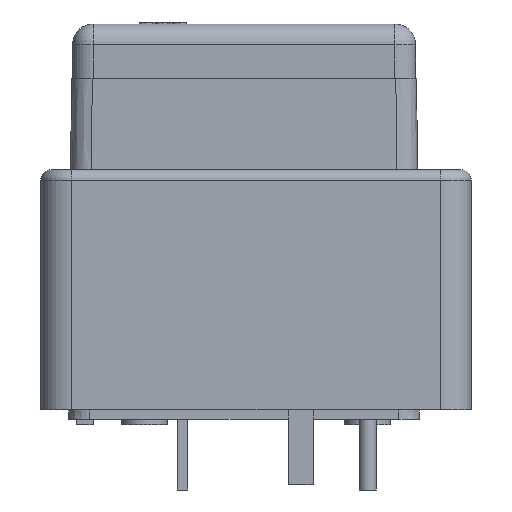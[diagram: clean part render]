
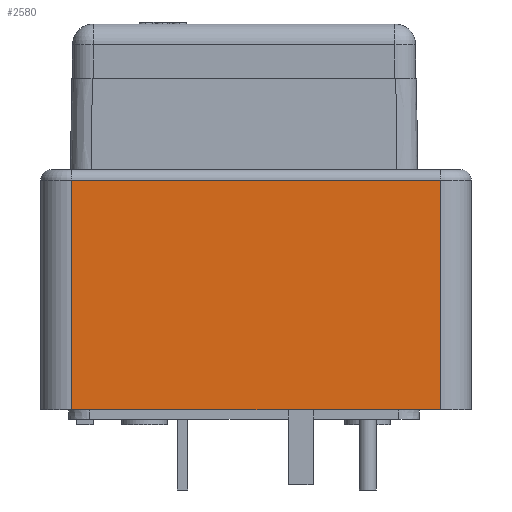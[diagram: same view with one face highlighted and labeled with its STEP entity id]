
A CAD part, left-side view. The second image highlights one B-rep face of the part: STEP entity #2580.
In plain terms, the highlighted planar face has unit normal (-1, 0, 0).
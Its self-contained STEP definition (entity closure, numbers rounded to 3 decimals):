
#199=PLANE('',#2755);
#332=FACE_OUTER_BOUND('',#489,.T.);
#489=EDGE_LOOP('',(#2173,#2174,#2175,#2176));
#719=LINE('',#5085,#976);
#729=LINE('',#5106,#986);
#738=LINE('',#5130,#995);
#739=LINE('',#5133,#996);
#976=VECTOR('',#3189,17.7);
#986=VECTOR('',#3201,11.05);
#995=VECTOR('',#3228,11.05);
#996=VECTOR('',#3233,17.7);
#1252=VERTEX_POINT('',#5071);
#1258=VERTEX_POINT('',#5083);
#1268=VERTEX_POINT('',#5105);
#1274=VERTEX_POINT('',#5129);
#1569=EDGE_CURVE('',#1252,#1258,#719,.T.);
#1579=EDGE_CURVE('',#1268,#1252,#729,.T.);
#1591=EDGE_CURVE('',#1274,#1258,#738,.T.);
#1593=EDGE_CURVE('',#1268,#1274,#739,.T.);
#2173=ORIENTED_EDGE('',*,*,#1579,.T.);
#2174=ORIENTED_EDGE('',*,*,#1569,.T.);
#2175=ORIENTED_EDGE('',*,*,#1591,.F.);
#2176=ORIENTED_EDGE('',*,*,#1593,.F.);
#2580=ADVANCED_FACE('',(#332),#199,.T.);
#2755=AXIS2_PLACEMENT_3D('',#5132,#3231,#3232);
#3189=DIRECTION('',(0.,-1.,0.));
#3201=DIRECTION('',(0.,0.,-1.));
#3228=DIRECTION('',(0.,0.,-1.));
#3231=DIRECTION('center_axis',(-1.,0.,0.));
#3232=DIRECTION('ref_axis',(0.,-1.,0.));
#3233=DIRECTION('',(0.,-1.,0.));
#5071=CARTESIAN_POINT('',(-12.775,8.275,-18.55));
#5083=CARTESIAN_POINT('',(-12.775,-9.425,-18.55));
#5085=CARTESIAN_POINT('',(-12.775,8.275,-18.55));
#5105=CARTESIAN_POINT('',(-12.775,8.275,-7.5));
#5106=CARTESIAN_POINT('',(-12.775,8.275,-7.5));
#5129=CARTESIAN_POINT('',(-12.775,-9.425,-7.5));
#5130=CARTESIAN_POINT('',(-12.775,-9.425,-7.5));
#5132=CARTESIAN_POINT('Origin',(-12.775,8.275,-7.));
#5133=CARTESIAN_POINT('',(-12.775,8.275,-7.5));
